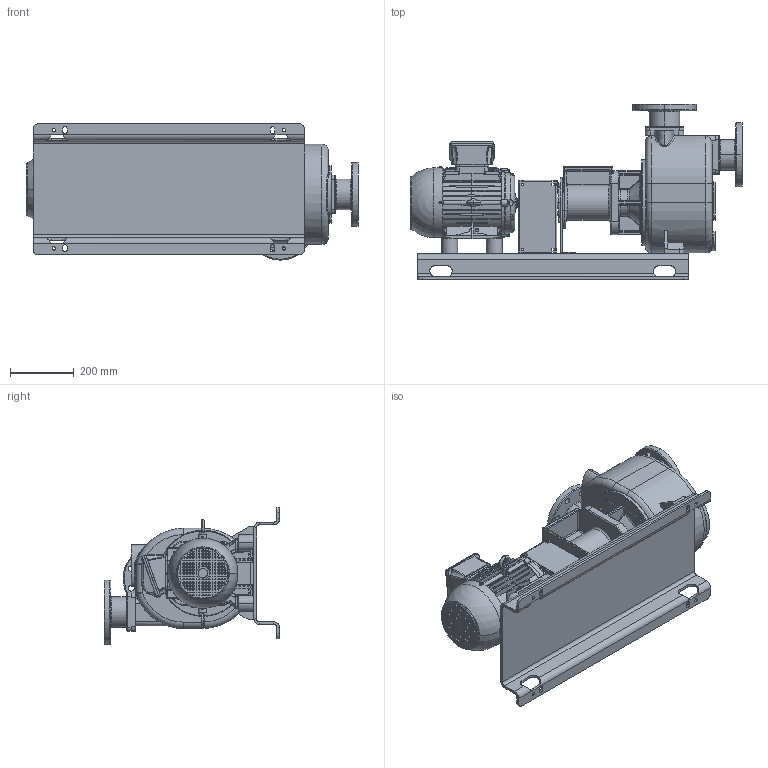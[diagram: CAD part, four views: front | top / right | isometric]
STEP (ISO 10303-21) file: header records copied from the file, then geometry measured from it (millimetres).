
FILE_DESCRIPTION((''),'2;1');
FILE_NAME('S_85_B_FIT','2014-04-17T',('Nicola'),(''),'PRO/ENGINEER BY PARAMETRIC TECHNOLOGY CORPORATION, 2013320','PRO/ENGINEER BY PARAMETRIC TECHNOLOGY CORPORATION, 2013320','');
FILE_SCHEMA(('CONFIG_CONTROL_DESIGN'));
Products named in the file (1): S_85_B_FIT
Bounding box: 1039.6 x 548 x 427 mm (x, y, z)
Volume: 43608787.6 mm3; surface area: 2719350.4 mm2
Topology: 1 solids, 1 shells, 3804 faces, 9813 edges, 6211 vertices
Faces by surface type: plane 2671, cylinder 492, cone 276, bspline 190, torus 143, sphere 26, extrusion 6
Entity records: 152265 total; most frequent: CARTESIAN_POINT 61304, ORIENTED_EDGE 19598, DIRECTION 17286, EDGE_CURVE 9799, VECTOR 6742, LINE 6736, VERTEX_POINT 6211, AXIS2_PLACEMENT_3D 5272
